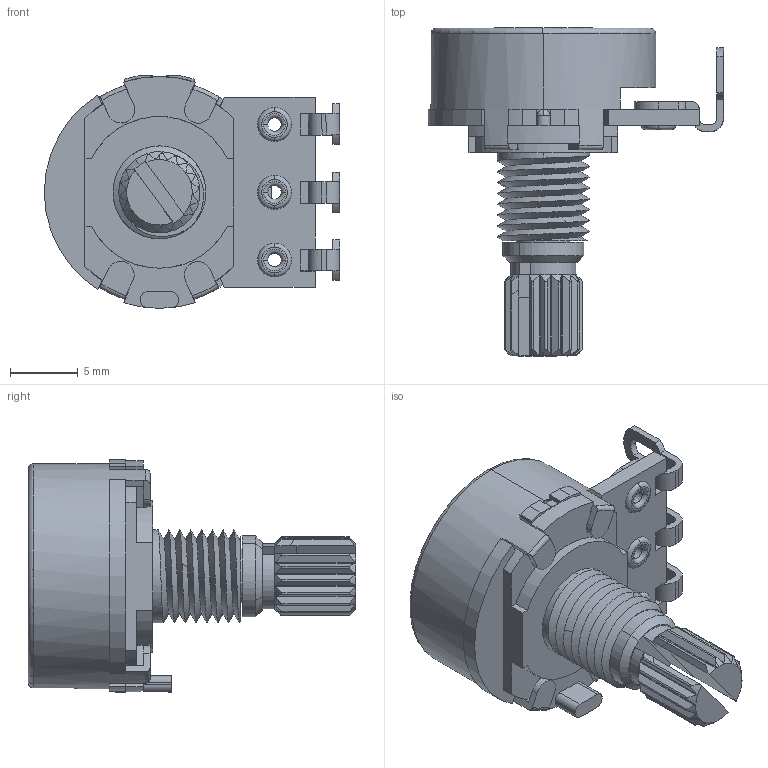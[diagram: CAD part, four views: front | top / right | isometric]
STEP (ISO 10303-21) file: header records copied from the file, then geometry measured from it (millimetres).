
FILE_DESCRIPTION (( 'STEP AP214' ), '1' );
FILE_NAME ('P160KNP-0QC15.STEP', '2019-10-01T17:41:15', ( '' ), ( '' ), 'SwSTEP 2.0', 'SolidWorks 2018', '' );
FILE_SCHEMA (( 'AUTOMOTIVE_DESIGN' ));
Length unit declared in the file: inch
Products named in the file (1): P160KNP-0QC15
Bounding box: 21.81 x 24.2 x 17.15 mm (x, y, z)
Volume: 2259.5 mm3; surface area: 1870.8 mm2
Topology: 1 solids, 1 shells, 412 faces, 1197 edges, 785 vertices
Faces by surface type: plane 229, cylinder 138, torus 26, bspline 10, cone 9
Entity records: 16317 total; most frequent: CARTESIAN_POINT 5455, ORIENTED_EDGE 2394, DIRECTION 2158, EDGE_CURVE 1197, VERTEX_POINT 785, AXIS2_PLACEMENT_3D 763, LINE 632, VECTOR 632
